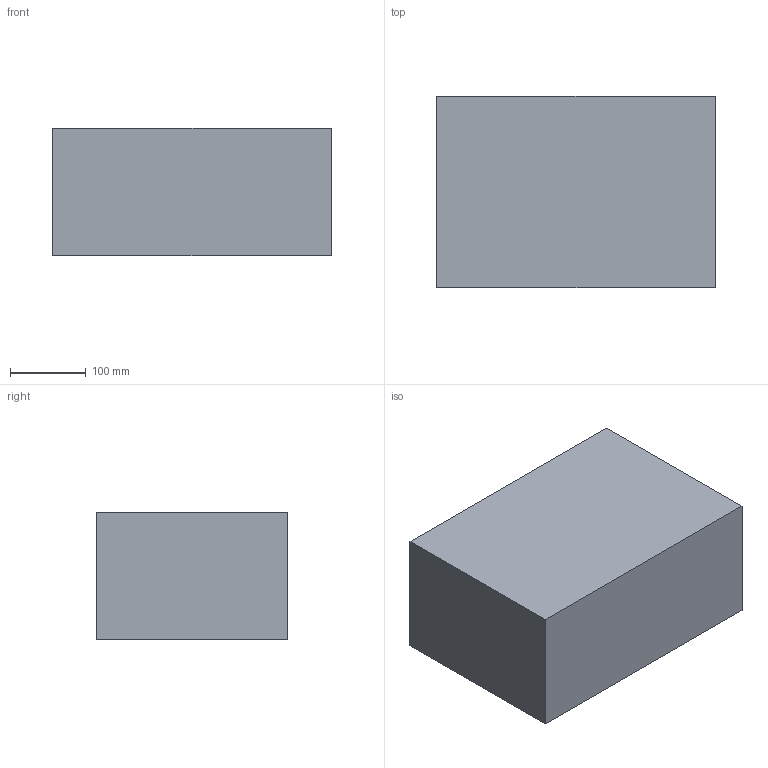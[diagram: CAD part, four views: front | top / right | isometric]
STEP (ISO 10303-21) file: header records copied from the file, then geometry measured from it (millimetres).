
FILE_DESCRIPTION (( 'STEP AP214' ), '1' );
FILE_NAME ('1430-PF.STEP', '2006-02-21T19:54:50', ( ' ' ), ( ' ' ), 'SwSTEP 2.0', 'SolidWorks 2005143', '' );
FILE_SCHEMA (( 'AUTOMOTIVE_DESIGN' ));
Length unit declared in the file: inch
Products named in the file (1): 1430-PF
Bounding box: 366.27 x 251.71 x 168.15 mm (x, y, z)
Volume: 2504792.9 mm3; surface area: 649868.6 mm2
Topology: 1 solids, 1 shells, 432 faces, 1084 edges, 646 vertices
Faces by surface type: cylinder 164, plane 136, bspline 94, cone 26, torus 12
Entity records: 29473 total; most frequent: CARTESIAN_POINT 20058, ORIENTED_EDGE 2160, DIRECTION 1696, EDGE_CURVE 1080, VERTEX_POINT 646, AXIS2_PLACEMENT_3D 583, VECTOR 530, LINE 530
